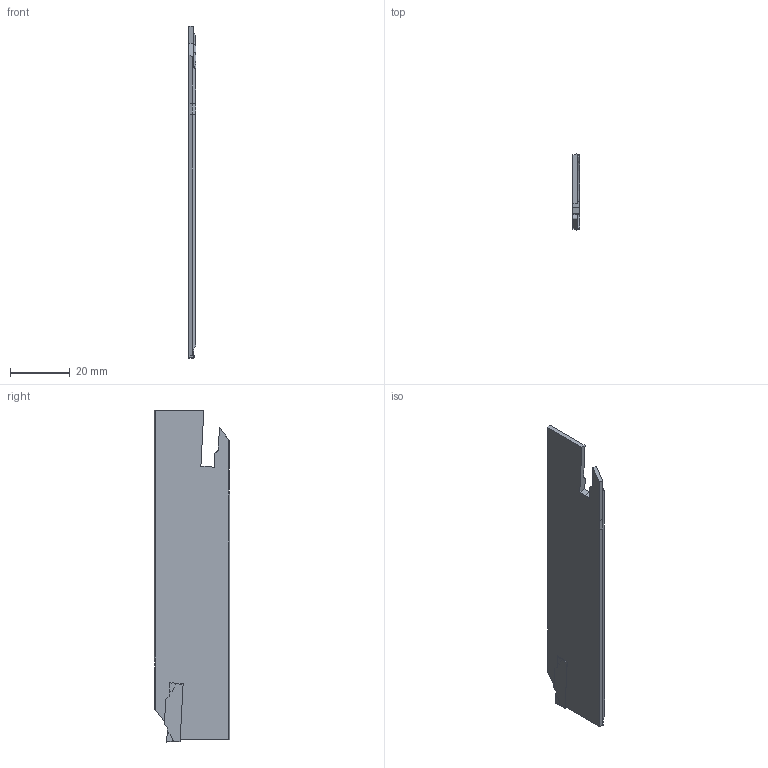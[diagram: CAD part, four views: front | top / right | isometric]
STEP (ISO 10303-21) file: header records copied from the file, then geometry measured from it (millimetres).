
FILE_DESCRIPTION(/* description */ (''),/* implementation_level */ '2;1');
FILE_NAME(/* name */ '1553517920751.stp',/* time_stamp */ '2019-03-25T13:45:33+01:00',/* author */ (''),/* organization */ ('SMS'),/* preprocessor_version */ 'ST-DEVELOPER v15',/* originating_system */ 'SIEMENS PLM Software NX 8.5',/* authorisation */ '');
FILE_SCHEMA (('AUTOMOTIVE_DESIGN { 1 0 10303 214 3 1 1 1 }'));
Length unit declared in the file: millimetre
Products named in the file (1): N123E15_21A2_SIM
Bounding box: 2.6 x 25.27 x 110.8 mm (x, y, z)
Volume: 5696.6 mm3; surface area: 5883.6 mm2
Topology: 2 solids, 2 shells, 66 faces, 182 edges, 120 vertices
Faces by surface type: plane 50, torus 4, cone 4, cylinder 4, extrusion 4
Entity records: 2542 total; most frequent: CARTESIAN_POINT 577, ORIENTED_EDGE 364, DIRECTION 316, EDGE_CURVE 182, VECTOR 138, LINE 134, VERTEX_POINT 120, AXIS2_PLACEMENT_3D 89
